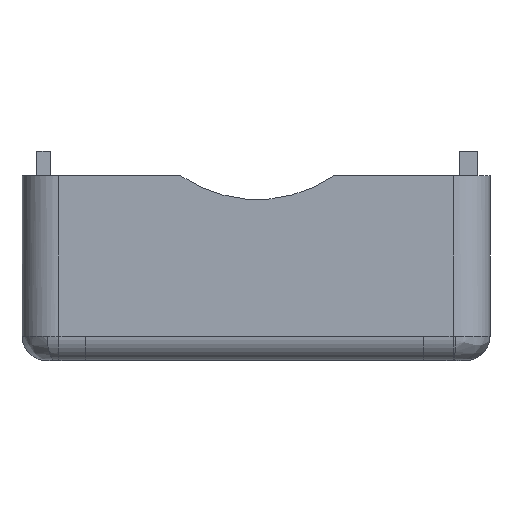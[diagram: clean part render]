
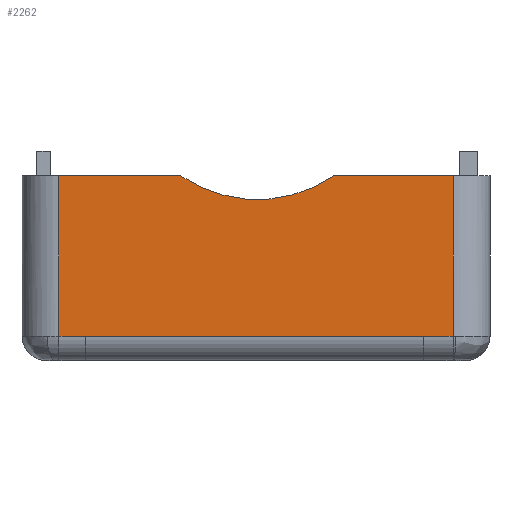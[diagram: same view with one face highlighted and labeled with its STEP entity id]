
A CAD part, front view. The second image highlights one B-rep face of the part: STEP entity #2262.
In plain terms, the highlighted planar face has unit normal (0, -1, 0).
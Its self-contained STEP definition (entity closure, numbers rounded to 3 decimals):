
#96=CIRCLE('',#2413,11.);
#169=FACE_OUTER_BOUND('',#287,.T.);
#287=EDGE_LOOP('',(#1692,#1693,#1694,#1695,#1696,#1697,#1698,#1699));
#394=LINE('',#3201,#658);
#415=LINE('',#3296,#679);
#418=LINE('',#3303,#682);
#419=LINE('',#3309,#683);
#482=LINE('',#3516,#746);
#484=LINE('',#3520,#748);
#485=LINE('',#3522,#749);
#658=VECTOR('',#2569,10.);
#679=VECTOR('',#2626,10.);
#682=VECTOR('',#2633,10.);
#683=VECTOR('',#2640,10.);
#746=VECTOR('',#2779,10.);
#748=VECTOR('',#2783,10.);
#749=VECTOR('',#2784,10.);
#914=VERTEX_POINT('',#3197);
#916=VERTEX_POINT('',#3200);
#942=VERTEX_POINT('',#3283);
#945=VERTEX_POINT('',#3293);
#946=VERTEX_POINT('',#3295);
#950=VERTEX_POINT('',#3308);
#1013=VERTEX_POINT('',#3519);
#1014=VERTEX_POINT('',#3521);
#1145=EDGE_CURVE('',#914,#916,#394,.T.);
#1180=EDGE_CURVE('',#945,#946,#415,.T.);
#1184=EDGE_CURVE('',#942,#945,#418,.T.);
#1187=EDGE_CURVE('',#946,#950,#419,.T.);
#1274=EDGE_CURVE('',#950,#914,#482,.T.);
#1276=EDGE_CURVE('',#1013,#942,#484,.T.);
#1277=EDGE_CURVE('',#1014,#1013,#485,.T.);
#1278=EDGE_CURVE('',#1014,#916,#96,.T.);
#1692=ORIENTED_EDGE('',*,*,#1184,.F.);
#1693=ORIENTED_EDGE('',*,*,#1276,.F.);
#1694=ORIENTED_EDGE('',*,*,#1277,.F.);
#1695=ORIENTED_EDGE('',*,*,#1278,.T.);
#1696=ORIENTED_EDGE('',*,*,#1145,.F.);
#1697=ORIENTED_EDGE('',*,*,#1274,.F.);
#1698=ORIENTED_EDGE('',*,*,#1187,.F.);
#1699=ORIENTED_EDGE('',*,*,#1180,.F.);
#2161=PLANE('',#2412);
#2262=ADVANCED_FACE('',(#169),#2161,.T.);
#2412=AXIS2_PLACEMENT_3D('',#3518,#2781,#2782);
#2413=AXIS2_PLACEMENT_3D('',#3523,#2785,#2786);
#2569=DIRECTION('',(1.,0.,0.));
#2626=DIRECTION('',(-1.,0.,0.));
#2633=DIRECTION('',(-1.,0.,0.));
#2640=DIRECTION('',(-1.,0.,0.));
#2779=DIRECTION('',(0.,0.,1.));
#2781=DIRECTION('center_axis',(0.,-1.,0.));
#2782=DIRECTION('ref_axis',(1.,0.,0.));
#2783=DIRECTION('',(0.,0.,-1.));
#2784=DIRECTION('',(1.,0.,0.));
#2785=DIRECTION('center_axis',(0.,1.,0.));
#2786=DIRECTION('ref_axis',(0.,0.,-1.));
#3197=CARTESIAN_POINT('',(-16.,-52.5,5.));
#3200=CARTESIAN_POINT('',(-6.093,-52.5,5.));
#3201=CARTESIAN_POINT('',(-12.5,-52.5,5.));
#3283=CARTESIAN_POINT('',(16.,-52.5,-8.));
#3293=CARTESIAN_POINT('',(13.613,-52.5,-8.));
#3295=CARTESIAN_POINT('',(-13.835,-52.5,-8.));
#3296=CARTESIAN_POINT('',(-12.5,-52.5,-8.));
#3303=CARTESIAN_POINT('',(-12.5,-52.5,-8.));
#3308=CARTESIAN_POINT('',(-16.,-52.5,-8.));
#3309=CARTESIAN_POINT('',(-12.5,-52.5,-8.));
#3516=CARTESIAN_POINT('',(-16.,-52.5,7.5));
#3518=CARTESIAN_POINT('Origin',(-25.,-52.5,0.));
#3519=CARTESIAN_POINT('',(16.,-52.5,5.));
#3520=CARTESIAN_POINT('',(16.,-52.5,0.));
#3521=CARTESIAN_POINT('',(6.31,-52.5,5.));
#3522=CARTESIAN_POINT('',(-12.5,-52.5,5.));
#3523=CARTESIAN_POINT('Origin',(0.109,-52.5,14.085));
